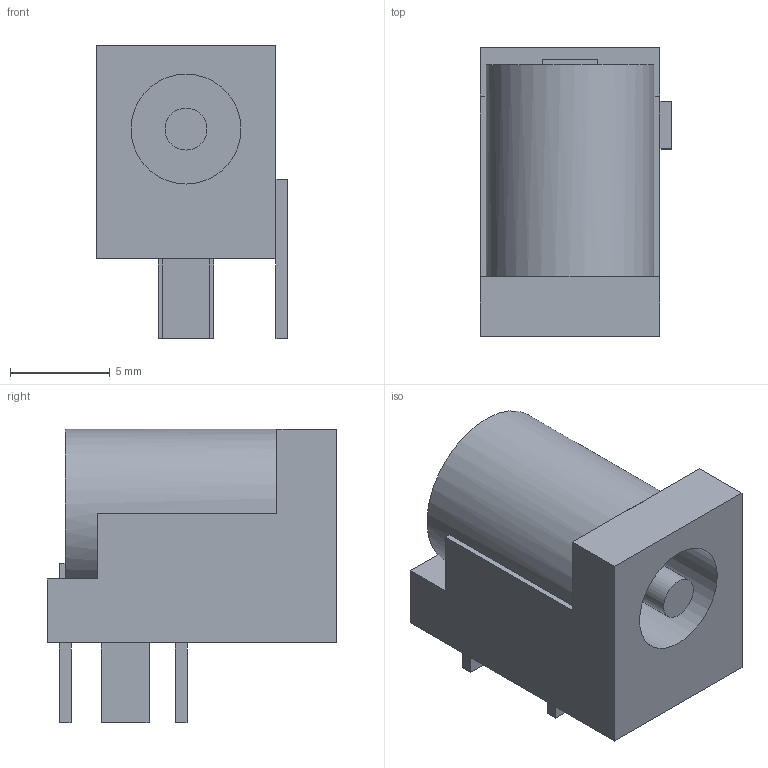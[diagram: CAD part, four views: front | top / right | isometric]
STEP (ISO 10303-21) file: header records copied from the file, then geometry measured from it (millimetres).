
FILE_DESCRIPTION(('FreeCAD Model'),'2;1');
FILE_NAME('Open CASCADE Shape Model','2025-09-25T16:17:24',(''),(''), 'Open CASCADE STEP processor 7.8','FreeCAD','Unknown');
FILE_SCHEMA(('AP242_MANAGED_MODEL_BASED_3D_ENGINEERING_MIM_LF. {1 0 10303 442 1 1 4 }'));
Length unit declared in the file: millimetre
Products named in the file (1): Group002
Bounding box: 9.6 x 14.5 x 14.7 mm (x, y, z)
Volume: 1106.6 mm3; surface area: 958.2 mm2
Topology: 2 solids, 2 shells, 40 faces, 97 edges, 64 vertices
Faces by surface type: plane 37, cylinder 3
Full cylindrical faces by diameter (mm): 2.1 x1, 5.5 x1
Entity records: 1349 total; most frequent: CARTESIAN_POINT 202, ORIENTED_EDGE 194, DIRECTION 189, EDGE_CURVE 97, LINE 87, VECTOR 87, VERTEX_POINT 64, AXIS2_PLACEMENT_3D 51
